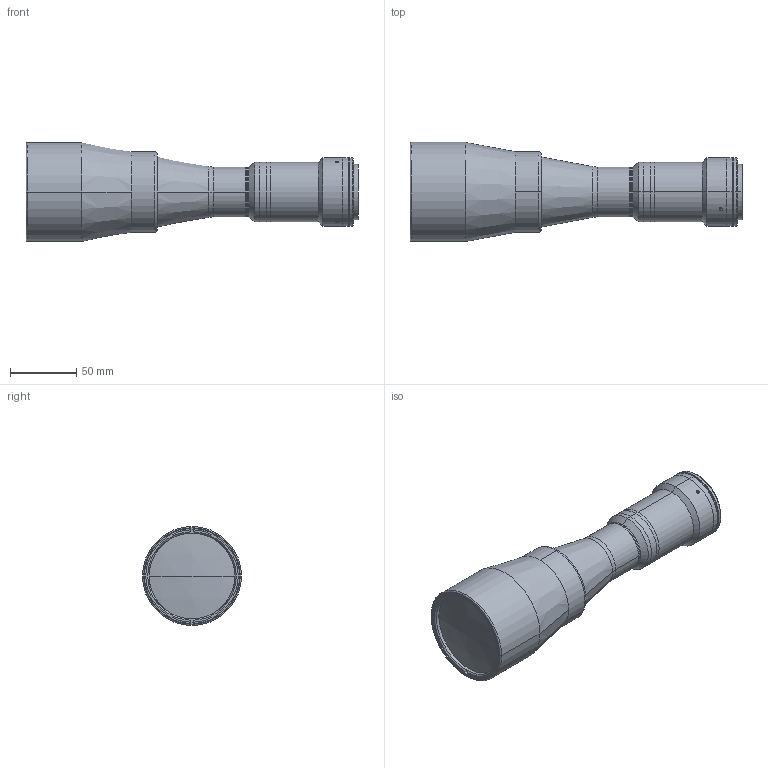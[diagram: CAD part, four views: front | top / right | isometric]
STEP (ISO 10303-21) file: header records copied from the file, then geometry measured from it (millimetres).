
FILE_DESCRIPTION (( 'STEP AP203' ), '1' );
FILE_NAME ('DP32085-A_TC10M048-J.step', '2022-12-06T16:20:29', ( '' ), ( '' ), 'SwSTEP 2.0', 'SolidWorks 2021', '' );
FILE_SCHEMA (( 'CONFIG_CONTROL_DESIGN' ));
Length unit declared in the file: millimetre
Products named in the file (1): DP32085-A_TC10M048-J
Bounding box: 251.34 x 75 x 75 mm (x, y, z)
Surface area: 66253 mm2 (no closed solid volume)
Topology: 0 solids, 22 shells, 108 faces, 310 edges, 221 vertices
Faces by surface type: cylinder 54, plane 30, cone 16, torus 6, sphere 2
Entity records: 3878 total; most frequent: CARTESIAN_POINT 880, DIRECTION 686, ORIENTED_EDGE 478, EDGE_CURVE 310, AXIS2_PLACEMENT_3D 283, VERTEX_POINT 221, CIRCLE 174, EDGE_LOOP 136
